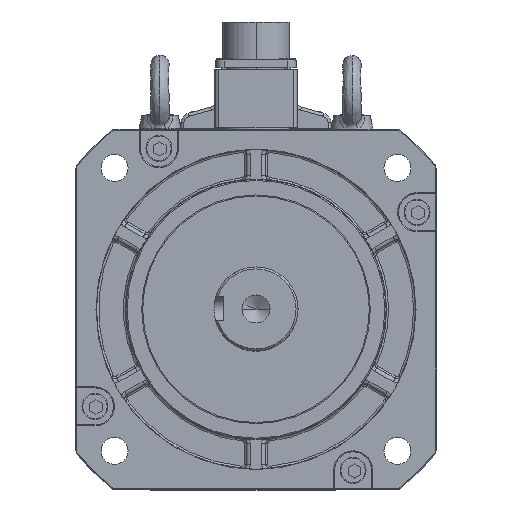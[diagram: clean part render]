
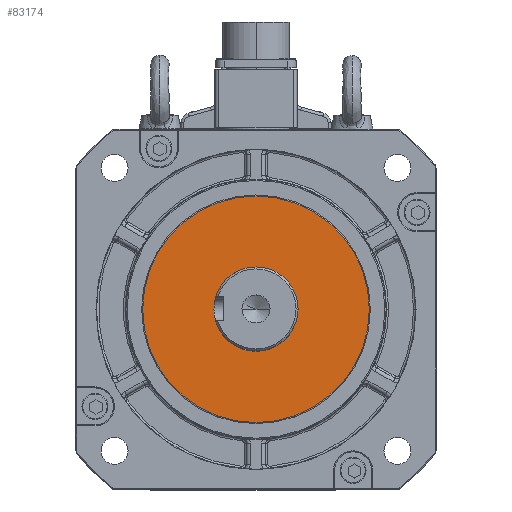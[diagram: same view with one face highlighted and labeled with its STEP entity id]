
A CAD part, top view. The second image highlights one B-rep face of the part: STEP entity #83174.
In plain terms, the highlighted planar face has unit normal (0, 0, 1).
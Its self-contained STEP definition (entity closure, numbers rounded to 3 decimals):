
#1330 = AXIS2_PLACEMENT_3D ( 'NONE', #34893, #90971, #20181 ) ;
#2942 = DIRECTION ( 'NONE',  ( 0., 0., 1. ) ) ;
#14171 = CARTESIAN_POINT ( 'NONE',  ( -56.65, 0., 95.2 ) ) ;
#14508 = VERTEX_POINT ( 'NONE', #58255 ) ;
#19339 = ORIENTED_EDGE ( 'NONE', *, *, #66540, .F. ) ;
#19772 = DIRECTION ( 'NONE',  ( 0., 0., 1. ) ) ;
#20181 = DIRECTION ( 'NONE',  ( 1., 0., 0. ) ) ;
#20927 = AXIS2_PLACEMENT_3D ( 'NONE', #31302, #45157, #83633 ) ;
#21783 = CIRCLE ( 'NONE', #96127, 20.8 ) ;
#25600 = CARTESIAN_POINT ( 'NONE',  ( 52.5, 0., 95.2 ) ) ;
#31302 = CARTESIAN_POINT ( 'NONE',  ( 0., 0., 95.2 ) ) ;
#31599 = FACE_OUTER_BOUND ( 'NONE', #86502, .T. ) ;
#31950 = CIRCLE ( 'NONE', #69818, 20.8 ) ;
#34887 = EDGE_CURVE ( 'NONE', #14508, #54815, #36229, .T. ) ;
#34893 = CARTESIAN_POINT ( 'NONE',  ( 0., 0., 95.2 ) ) ;
#36229 = CIRCLE ( 'NONE', #20927, 56.65 ) ;
#37466 = FACE_BOUND ( 'NONE', #52270, .T. ) ;
#37821 = EDGE_CURVE ( 'NONE', #58691, #73339, #21783, .T. ) ;
#39729 = CARTESIAN_POINT ( 'NONE',  ( 0., 20.8, 95.2 ) ) ;
#39896 = CARTESIAN_POINT ( 'NONE',  ( 0., -20.8, 95.2 ) ) ;
#42151 = DIRECTION ( 'NONE',  ( -1., 0., 0. ) ) ;
#42985 = DIRECTION ( 'NONE',  ( -1., 0., 0. ) ) ;
#43261 = EDGE_CURVE ( 'NONE', #54815, #14508, #56109, .T. ) ;
#45157 = DIRECTION ( 'NONE',  ( 0., 0., 1. ) ) ;
#50666 = AXIS2_PLACEMENT_3D ( 'NONE', #25600, #2942, #56535 ) ;
#50685 = ORIENTED_EDGE ( 'NONE', *, *, #34887, .T. ) ;
#50918 = CARTESIAN_POINT ( 'NONE',  ( 0., 0., 95.2 ) ) ;
#52270 = EDGE_LOOP ( 'NONE', ( #19339, #76614 ) ) ;
#54815 = VERTEX_POINT ( 'NONE', #14171 ) ;
#55903 = PLANE ( 'NONE',  #50666 ) ;
#56109 = CIRCLE ( 'NONE', #1330, 56.65 ) ;
#56535 = DIRECTION ( 'NONE',  ( 1., 0., 0. ) ) ;
#58255 = CARTESIAN_POINT ( 'NONE',  ( 56.65, 0., 95.2 ) ) ;
#58691 = VERTEX_POINT ( 'NONE', #39729 ) ;
#63880 = ORIENTED_EDGE ( 'NONE', *, *, #43261, .T. ) ;
#66540 = EDGE_CURVE ( 'NONE', #73339, #58691, #31950, .T. ) ;
#69818 = AXIS2_PLACEMENT_3D ( 'NONE', #80334, #19772, #42151 ) ;
#73339 = VERTEX_POINT ( 'NONE', #39896 ) ;
#76614 = ORIENTED_EDGE ( 'NONE', *, *, #37821, .F. ) ;
#80334 = CARTESIAN_POINT ( 'NONE',  ( 0., 0., 95.2 ) ) ;
#83174 = ADVANCED_FACE ( 'NONE', ( #37466, #31599 ), #55903, .T. ) ;
#83633 = DIRECTION ( 'NONE',  ( 1., 0., 0. ) ) ;
#86502 = EDGE_LOOP ( 'NONE', ( #63880, #50685 ) ) ;
#90971 = DIRECTION ( 'NONE',  ( 0., 0., 1. ) ) ;
#94921 = DIRECTION ( 'NONE',  ( 0., 0., 1. ) ) ;
#96127 = AXIS2_PLACEMENT_3D ( 'NONE', #50918, #94921, #42985 ) ;
